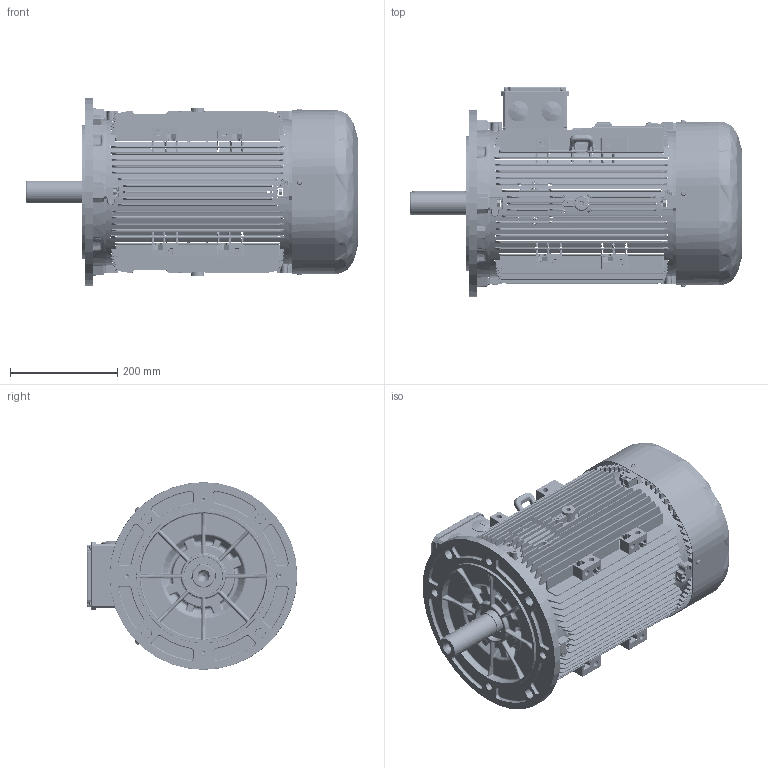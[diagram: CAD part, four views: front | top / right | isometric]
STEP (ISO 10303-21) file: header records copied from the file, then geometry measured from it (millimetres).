
FILE_DESCRIPTION(/* description */ (''),/* implementation_level */ '2;1');
FILE_NAME(/* name */ 'QH160 B5 _DERIN KAPAK_.stp',/* time_stamp */ '2024-07-31T11:18:13+03:00',/* author */ (''),/* organization */ (''),/* preprocessor_version */ 'ST-DEVELOPER v18.102',/* originating_system */ 'SIEMENS PLM Software NX2206.8101',/* authorisation */ '');
FILE_SCHEMA (('AP203_CONFIGURATION_CONTROLLED_3D_DESIGN_OF_MECHANICAL_PARTS_AND_ASSEMBLIES_MIM_LF { 1 0 10303 403 2 1 2}'));
Products named in the file (1): AA_objects
Bounding box: 618.92 x 392.75 x 350 mm (x, y, z)
Surface area: 1707557.5 mm2 (no closed solid volume)
Topology: 0 solids, 154 shells, 6928 faces, 22578 edges, 14737 vertices
Faces by surface type: cylinder 2534, plane 1914, bspline 1834, torus 274, cone 231, sphere 141
Full cylindrical faces by diameter (mm): 8 x4, 10 x1, 14 x1, 15 x4, 17 x1, 25 x1, 41.6 x1, 42 x1, 45 x2, 72 x1, 85.63 x1, 91 x1, 250 x1, 272.5 x1
Entity records: 294629 total; most frequent: CARTESIAN_POINT 111385, DIRECTION 37632, ORIENTED_EDGE 34615, EDGE_CURVE 22296, VERTEX_POINT 14681, AXIS2_PLACEMENT_3D 14494, LINE 8644, VECTOR 8644
